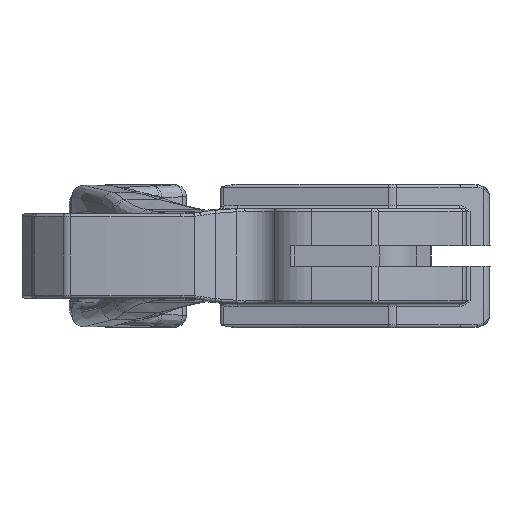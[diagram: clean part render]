
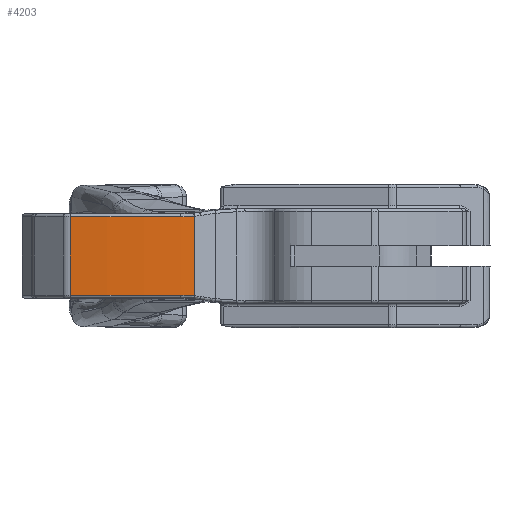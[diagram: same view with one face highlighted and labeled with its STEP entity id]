
A CAD part, left-side view. The second image highlights one B-rep face of the part: STEP entity #4203.
In plain terms, the highlighted cylindrical face has radius 398.512 mm (diameter 797.024 mm), a partial arc.
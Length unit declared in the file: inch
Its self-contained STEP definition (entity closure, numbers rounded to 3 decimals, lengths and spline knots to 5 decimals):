
#188=CYLINDRICAL_SURFACE('',#4639,15.68945);
#328=LINE('',#11854,#474);
#332=LINE('',#11863,#478);
#474=VECTOR('',#5628,1.32364);
#478=VECTOR('',#5642,1.303);
#786=FACE_OUTER_BOUND('',#1068,.T.);
#1068=EDGE_LOOP('',(#3787,#3788,#3789,#3790,#3791,#3792,#3793,#3794));
#1205=B_SPLINE_CURVE_WITH_KNOTS('',3,(#9207,#9208,#9209,#9210),
 .UNSPECIFIED.,.F.,.F.,(4,4),(-0.56526,0.),
 .UNSPECIFIED.);
#1208=B_SPLINE_CURVE_WITH_KNOTS('',3,(#9279,#9280,#9281,#9282),
 .UNSPECIFIED.,.F.,.F.,(4,4),(0.,0.00582),.UNSPECIFIED.);
#1285=B_SPLINE_CURVE_WITH_KNOTS('',3,(#11751,#11752,#11753,#11754),
 .UNSPECIFIED.,.F.,.F.,(4,4),(-0.56526,0.),
 .UNSPECIFIED.);
#1288=B_SPLINE_CURVE_WITH_KNOTS('',3,(#11824,#11825,#11826,#11827),
 .UNSPECIFIED.,.F.,.F.,(4,4),(0.,0.00582),.UNSPECIFIED.);
#1409=CIRCLE('',#4410,15.68945);
#1517=CIRCLE('',#4613,15.68945);
#1738=VERTEX_POINT('',#9179);
#1739=VERTEX_POINT('',#9183);
#1740=VERTEX_POINT('',#9206);
#1744=VERTEX_POINT('',#9278);
#1891=VERTEX_POINT('',#11723);
#1892=VERTEX_POINT('',#11727);
#1893=VERTEX_POINT('',#11750);
#1897=VERTEX_POINT('',#11822);
#2235=EDGE_CURVE('',#1739,#1738,#1409,.T.);
#2236=EDGE_CURVE('',#1740,#1739,#1205,.T.);
#2243=EDGE_CURVE('',#1744,#1740,#1208,.T.);
#2508=EDGE_CURVE('',#1892,#1891,#1517,.T.);
#2509=EDGE_CURVE('',#1893,#1892,#1285,.T.);
#2517=EDGE_CURVE('',#1897,#1893,#1288,.T.);
#2529=EDGE_CURVE('',#1744,#1897,#328,.T.);
#2533=EDGE_CURVE('',#1891,#1738,#332,.T.);
#3787=ORIENTED_EDGE('',*,*,#2517,.F.);
#3788=ORIENTED_EDGE('',*,*,#2529,.F.);
#3789=ORIENTED_EDGE('',*,*,#2243,.T.);
#3790=ORIENTED_EDGE('',*,*,#2236,.T.);
#3791=ORIENTED_EDGE('',*,*,#2235,.T.);
#3792=ORIENTED_EDGE('',*,*,#2533,.F.);
#3793=ORIENTED_EDGE('',*,*,#2508,.F.);
#3794=ORIENTED_EDGE('',*,*,#2509,.F.);
#4203=ADVANCED_FACE('',(#786),#188,.T.);
#4410=AXIS2_PLACEMENT_3D('',#9185,#5108,#5109);
#4613=AXIS2_PLACEMENT_3D('',#11729,#5575,#5576);
#4639=AXIS2_PLACEMENT_3D('',#11864,#5643,#5644);
#5108=DIRECTION('center_axis',(0.,0.,-1.));
#5109=DIRECTION('ref_axis',(-0.999,0.045,0.));
#5575=DIRECTION('center_axis',(0.,0.,-1.));
#5576=DIRECTION('ref_axis',(-0.999,0.045,0.));
#5628=DIRECTION('',(0.,0.,-1.));
#5642=DIRECTION('',(0.,0.,1.));
#5643=DIRECTION('center_axis',(0.,0.,-1.));
#5644=DIRECTION('ref_axis',(-0.995,0.104,0.));
#9179=CARTESIAN_POINT('',(1.02729,0.03688,3.1315));
#9183=CARTESIAN_POINT('',(0.94438,-1.81215,3.1315));
#9185=CARTESIAN_POINT('Origin',(16.63224,-1.58925,3.1315));
#9206=CARTESIAN_POINT('',(0.94912,-2.03488,3.14409));
#9207=CARTESIAN_POINT('Ctrl Pts',(0.94912,-2.03488,3.14409));
#9208=CARTESIAN_POINT('Ctrl Pts',(0.94702,-1.96096,3.1357));
#9209=CARTESIAN_POINT('Ctrl Pts',(0.94543,-1.88656,3.1315));
#9210=CARTESIAN_POINT('Ctrl Pts',(0.94438,-1.81215,3.1315));
#9278=CARTESIAN_POINT('',(0.94913,-2.035,3.14182));
#9279=CARTESIAN_POINT('Ctrl Pts',(0.94913,-2.035,3.14182));
#9280=CARTESIAN_POINT('Ctrl Pts',(0.94913,-2.035,3.14258));
#9281=CARTESIAN_POINT('Ctrl Pts',(0.94913,-2.03496,3.14334));
#9282=CARTESIAN_POINT('Ctrl Pts',(0.94913,-2.03487,3.14409));
#11723=CARTESIAN_POINT('',(1.02729,0.03688,1.8285));
#11727=CARTESIAN_POINT('',(0.94438,-1.81215,1.8285));
#11729=CARTESIAN_POINT('Origin',(16.63224,-1.58925,1.8285));
#11750=CARTESIAN_POINT('',(0.94912,-2.03488,1.81591));
#11751=CARTESIAN_POINT('Ctrl Pts',(0.94912,-2.03488,
1.81591));
#11752=CARTESIAN_POINT('Ctrl Pts',(0.94702,-1.96096,1.8243));
#11753=CARTESIAN_POINT('Ctrl Pts',(0.94543,-1.88656,
1.8285));
#11754=CARTESIAN_POINT('Ctrl Pts',(0.94438,-1.81215,
1.8285));
#11822=CARTESIAN_POINT('',(0.94913,-2.035,1.81818));
#11824=CARTESIAN_POINT('Ctrl Pts',(0.94913,-2.035,
1.81818));
#11825=CARTESIAN_POINT('Ctrl Pts',(0.94913,-2.035,
1.81742));
#11826=CARTESIAN_POINT('Ctrl Pts',(0.94913,-2.03496,
1.81666));
#11827=CARTESIAN_POINT('Ctrl Pts',(0.94913,-2.03487,
1.81591));
#11854=CARTESIAN_POINT('',(0.94913,-2.035,2.48));
#11863=CARTESIAN_POINT('',(1.02729,0.03688,2.48));
#11864=CARTESIAN_POINT('Origin',(16.63224,-1.58925,2.48));
